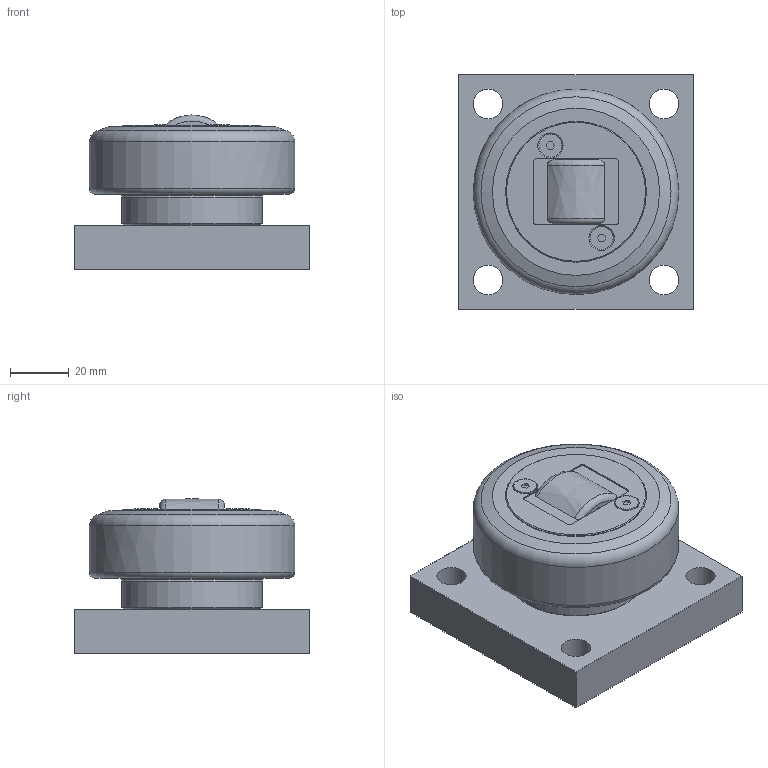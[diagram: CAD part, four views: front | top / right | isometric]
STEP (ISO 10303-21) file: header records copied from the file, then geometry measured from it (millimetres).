
FILE_DESCRIPTION(/* description */ ('-','CAx-IF Rec.Pracs.---Representation and Presentation of Product Manufacturing Information (PMI)---4.0---2014-10-13'),/* implementation_level */ '2;1');
FILE_NAME(/* name */ '21b52d62-daee-47f6-98a3-34a404ac1061.stp',/* time_stamp */ '2020-04-01T16:28:36+02:00',/* author */ ('-'),/* organization */ ('NTI CADcenter A/S'),/* preprocessor_version */ 'ST-DEVELOPER v18',/* originating_system */ 'Autodesk Inventor 2020',/* authorisation */ '-');
FILE_SCHEMA (('AP242_MANAGED_MODEL_BASED_3D_ENGINEERING_MIM_LF { 1 0 10303 442 1 1 4 }'));
Length unit declared in the file: millimetre
Products named in the file (1): TR 070.0350 BQ1000_Kontur
Bounding box: 80 x 80 x 52.5 mm (x, y, z)
Volume: 192350.4 mm3; surface area: 29820.2 mm2
Topology: 1 solids, 1 shells, 65 faces, 169 edges, 117 vertices
Faces by surface type: plane 36, cylinder 16, cone 7, torus 4, bspline 2
Full cylindrical faces by diameter (mm): 7.8 x2, 10.106 x4, 35 x1, 48 x3
Entity records: 2156 total; most frequent: CARTESIAN_POINT 432, DIRECTION 363, ORIENTED_EDGE 338, EDGE_CURVE 169, AXIS2_PLACEMENT_3D 136, VERTEX_POINT 117, LINE 91, VECTOR 91
